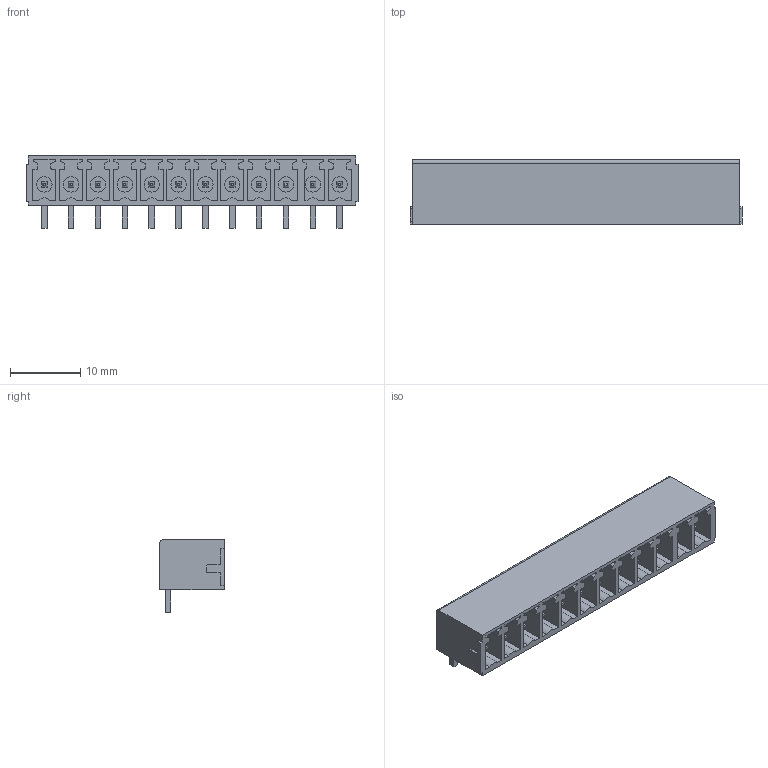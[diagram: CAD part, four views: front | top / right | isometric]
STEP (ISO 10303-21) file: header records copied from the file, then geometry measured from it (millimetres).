
FILE_DESCRIPTION((''),'2;1');
FILE_NAME('WEIDMULLER_1942170000.stp','2012-12-20T14:00:17',(''),(''),'Mechanical Desktop 2011','Mechanical Desktop 2011',', , ');
FILE_SCHEMA(('AUTOMOTIVE_DESIGN { 1 2 10303 214 1 1 1 1 }'));
Length unit declared in the file: millimetre
Products named in the file (1): Product
Bounding box: 47.11 x 9.2 x 10.25 mm (x, y, z)
Volume: 1554.8 mm3; surface area: 4173.8 mm2
Topology: 37 solids, 37 shells, 683 faces, 1743 edges, 1146 vertices
Faces by surface type: plane 562, cylinder 119, bspline 2
Entity records: 20387 total; most frequent: CARTESIAN_POINT 3579, ORIENTED_EDGE 3486, DIRECTION 3345, EDGE_CURVE 1743, VECTOR 1505, LINE 1505, VERTEX_POINT 1146, AXIS2_PLACEMENT_3D 920
